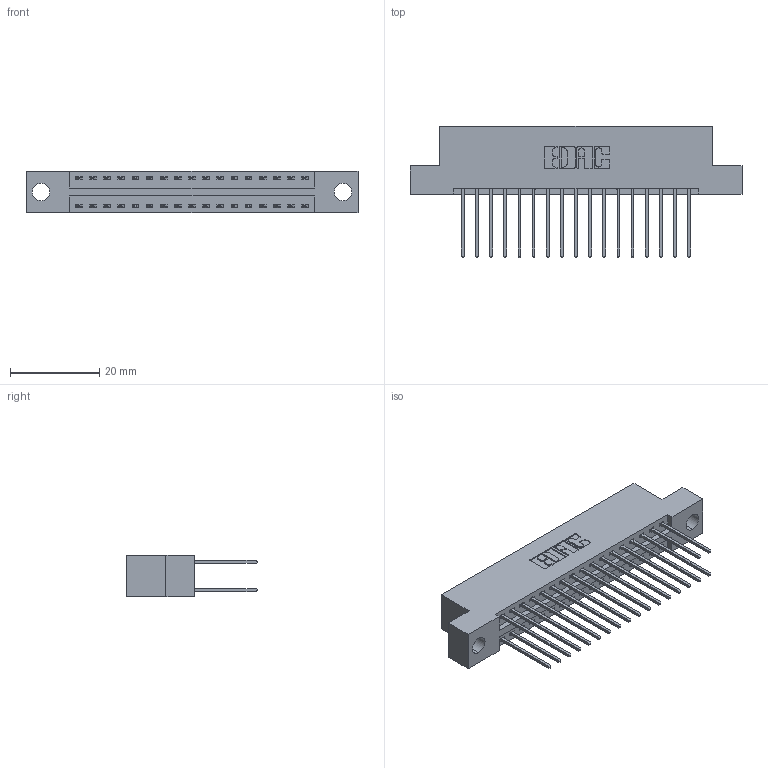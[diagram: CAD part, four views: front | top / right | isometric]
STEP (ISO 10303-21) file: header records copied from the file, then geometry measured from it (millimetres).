
FILE_DESCRIPTION (( 'STEP AP203' ), '1' );
FILE_NAME ('346-034-540-204.STEP', '2022-05-19T19:42:34', ( '' ), ( '' ), 'SwSTEP 2.0', 'SolidWorks 2020', '' );
FILE_SCHEMA (( 'CONFIG_CONTROL_DESIGN' ));
Length unit declared in the file: inch
Products named in the file (3): 346 Part_Flush Mounting Lugs - 0.156 Dia-TH; 345-292-001_345-293-140; 346-034-540-204
Assembly tree (35 placements, depth 2):
  346-034-540-204
    346 Part_Flush Mounting Lugs - 0.156 Dia-TH
    345-292-001_345-293-140  x34
Bounding box: 74.55 x 29.46 x 9.4 mm (x, y, z)
Volume: 7098.2 mm3; surface area: 9821.6 mm2
Topology: 35 solids, 35 shells, 1904 faces, 5635 edges, 3710 vertices
Faces by surface type: plane 1280, cylinder 624
Entity records: 14897 total; most frequent: CARTESIAN_POINT 2494, ORIENTED_EDGE 2426, DIRECTION 2249, EDGE_CURVE 1213, LINE 1013, VECTOR 1013, VERTEX_POINT 806, AXIS2_PLACEMENT_3D 618
